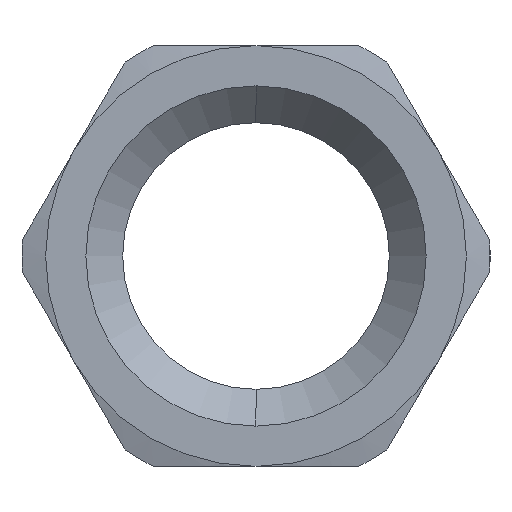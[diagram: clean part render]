
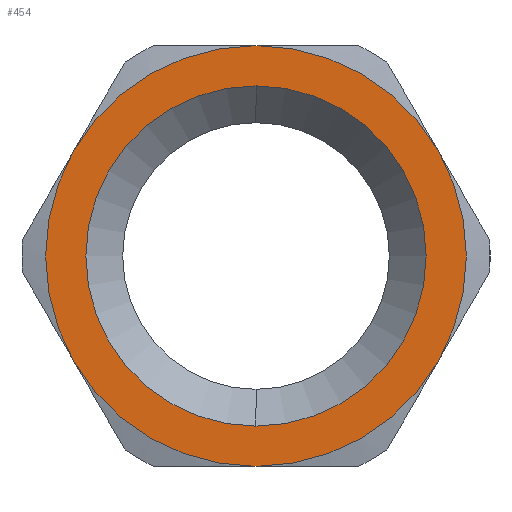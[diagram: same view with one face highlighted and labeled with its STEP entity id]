
A CAD part, left-side view. The second image highlights one B-rep face of the part: STEP entity #454.
In plain terms, the highlighted planar face has unit normal (-1, 0, 0).
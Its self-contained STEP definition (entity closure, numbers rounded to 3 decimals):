
#28 = CARTESIAN_POINT ( 'NONE',  ( -3.5, 0., -3.235 ) ) ;
#45 = VERTEX_POINT ( 'NONE', #246 ) ;
#55 = VERTEX_POINT ( 'NONE', #762 ) ;
#59 = EDGE_CURVE ( 'NONE', #309, #472, #104, .T. ) ;
#70 = DIRECTION ( 'NONE',  ( 1., 0., 0. ) ) ;
#87 = AXIS2_PLACEMENT_3D ( 'NONE', #756, #287, #827 ) ;
#90 = CIRCLE ( 'NONE', #769, 3.235 ) ;
#96 = AXIS2_PLACEMENT_3D ( 'NONE', #777, #317, #855 ) ;
#99 = EDGE_CURVE ( 'NONE', #472, #551, #259, .T. ) ;
#104 = CIRCLE ( 'NONE', #779, 4. ) ;
#105 = ORIENTED_EDGE ( 'NONE', *, *, #262, .F. ) ;
#110 = DIRECTION ( 'NONE',  ( 0., 0., 1. ) ) ;
#120 = CIRCLE ( 'NONE', #872, 4. ) ;
#143 = CIRCLE ( 'NONE', #923, 4. ) ;
#151 = VERTEX_POINT ( 'NONE', #319 ) ;
#152 = CARTESIAN_POINT ( 'NONE',  ( -3.5, 0., 0. ) ) ;
#157 = DIRECTION ( 'NONE',  ( -1., 0., 0. ) ) ;
#158 = CARTESIAN_POINT ( 'NONE',  ( -3.5, 0., 4. ) ) ;
#166 = CARTESIAN_POINT ( 'NONE',  ( -3.5, 0., 0. ) ) ;
#179 = DIRECTION ( 'NONE',  ( 1., 0., 0. ) ) ;
#183 = CARTESIAN_POINT ( 'NONE',  ( -3.5, 0., 0. ) ) ;
#205 = DIRECTION ( 'NONE',  ( 1., 0., 0. ) ) ;
#220 = CIRCLE ( 'NONE', #96, 4. ) ;
#231 = DIRECTION ( 'NONE',  ( 0., 0., -1. ) ) ;
#233 = ORIENTED_EDGE ( 'NONE', *, *, #99, .F. ) ;
#236 = CARTESIAN_POINT ( 'NONE',  ( -3.5, 0., 0. ) ) ;
#246 = CARTESIAN_POINT ( 'NONE',  ( -3.5, 3.464, 2. ) ) ;
#259 = CIRCLE ( 'NONE', #883, 4. ) ;
#261 = DIRECTION ( 'NONE',  ( 0., 0., -1. ) ) ;
#262 = EDGE_CURVE ( 'NONE', #551, #45, #735, .T. ) ;
#287 = DIRECTION ( 'NONE',  ( 1., 0., 0. ) ) ;
#309 = VERTEX_POINT ( 'NONE', #682 ) ;
#317 = DIRECTION ( 'NONE',  ( 1., 0., 0. ) ) ;
#319 = CARTESIAN_POINT ( 'NONE',  ( -3.5, -3.464, 2. ) ) ;
#350 = AXIS2_PLACEMENT_3D ( 'NONE', #700, #157, #110 ) ;
#401 = AXIS2_PLACEMENT_3D ( 'NONE', #166, #205, #759 ) ;
#415 = EDGE_CURVE ( 'NONE', #548, #55, #90, .T. ) ;
#431 = EDGE_CURVE ( 'NONE', #685, #151, #120, .T. ) ;
#435 = EDGE_CURVE ( 'NONE', #151, #309, #143, .T. ) ;
#454 = ADVANCED_FACE ( 'NONE', ( #917, #536 ), #928, .T. ) ;
#472 = VERTEX_POINT ( 'NONE', #728 ) ;
#499 = DIRECTION ( 'NONE',  ( 0., 0., -1. ) ) ;
#507 = CARTESIAN_POINT ( 'NONE',  ( -3.5, 3.464, -2. ) ) ;
#536 = FACE_OUTER_BOUND ( 'NONE', #833, .T. ) ;
#539 = CIRCLE ( 'NONE', #87, 3.235 ) ;
#547 = CARTESIAN_POINT ( 'NONE',  ( -3.5, 0., 0. ) ) ;
#548 = VERTEX_POINT ( 'NONE', #28 ) ;
#551 = VERTEX_POINT ( 'NONE', #507 ) ;
#621 = DIRECTION ( 'NONE',  ( 0., 0., -1. ) ) ;
#627 = EDGE_LOOP ( 'NONE', ( #974, #992 ) ) ;
#645 = CARTESIAN_POINT ( 'NONE',  ( -3.5, 0., 0. ) ) ;
#651 = ORIENTED_EDGE ( 'NONE', *, *, #750, .F. ) ;
#682 = CARTESIAN_POINT ( 'NONE',  ( -3.5, -3.464, -2. ) ) ;
#685 = VERTEX_POINT ( 'NONE', #158 ) ;
#692 = DIRECTION ( 'NONE',  ( 1., 0., 0. ) ) ;
#700 = CARTESIAN_POINT ( 'NONE',  ( -3.5, 4., 0. ) ) ;
#721 = DIRECTION ( 'NONE',  ( 0., 0., -1. ) ) ;
#725 = DIRECTION ( 'NONE',  ( 1., 0., 0. ) ) ;
#728 = CARTESIAN_POINT ( 'NONE',  ( -3.5, 0., -4. ) ) ;
#730 = ORIENTED_EDGE ( 'NONE', *, *, #59, .F. ) ;
#735 = CIRCLE ( 'NONE', #401, 4. ) ;
#749 = ORIENTED_EDGE ( 'NONE', *, *, #435, .F. ) ;
#750 = EDGE_CURVE ( 'NONE', #45, #685, #220, .T. ) ;
#756 = CARTESIAN_POINT ( 'NONE',  ( -3.5, 0., 0. ) ) ;
#759 = DIRECTION ( 'NONE',  ( 0., 0., -1. ) ) ;
#762 = CARTESIAN_POINT ( 'NONE',  ( -3.5, 0., 3.235 ) ) ;
#769 = AXIS2_PLACEMENT_3D ( 'NONE', #152, #692, #231 ) ;
#776 = DIRECTION ( 'NONE',  ( 1., 0., 0. ) ) ;
#777 = CARTESIAN_POINT ( 'NONE',  ( -3.5, 0., 0. ) ) ;
#779 = AXIS2_PLACEMENT_3D ( 'NONE', #183, #725, #261 ) ;
#827 = DIRECTION ( 'NONE',  ( 0., 0., -1. ) ) ;
#833 = EDGE_LOOP ( 'NONE', ( #233, #730, #749, #841, #651, #105 ) ) ;
#841 = ORIENTED_EDGE ( 'NONE', *, *, #431, .F. ) ;
#855 = DIRECTION ( 'NONE',  ( 0., 0., -1. ) ) ;
#872 = AXIS2_PLACEMENT_3D ( 'NONE', #547, #70, #621 ) ;
#883 = AXIS2_PLACEMENT_3D ( 'NONE', #645, #179, #721 ) ;
#908 = EDGE_CURVE ( 'NONE', #55, #548, #539, .T. ) ;
#917 = FACE_BOUND ( 'NONE', #627, .T. ) ;
#923 = AXIS2_PLACEMENT_3D ( 'NONE', #236, #776, #499 ) ;
#928 = PLANE ( 'NONE',  #350 ) ;
#974 = ORIENTED_EDGE ( 'NONE', *, *, #908, .T. ) ;
#992 = ORIENTED_EDGE ( 'NONE', *, *, #415, .T. ) ;
